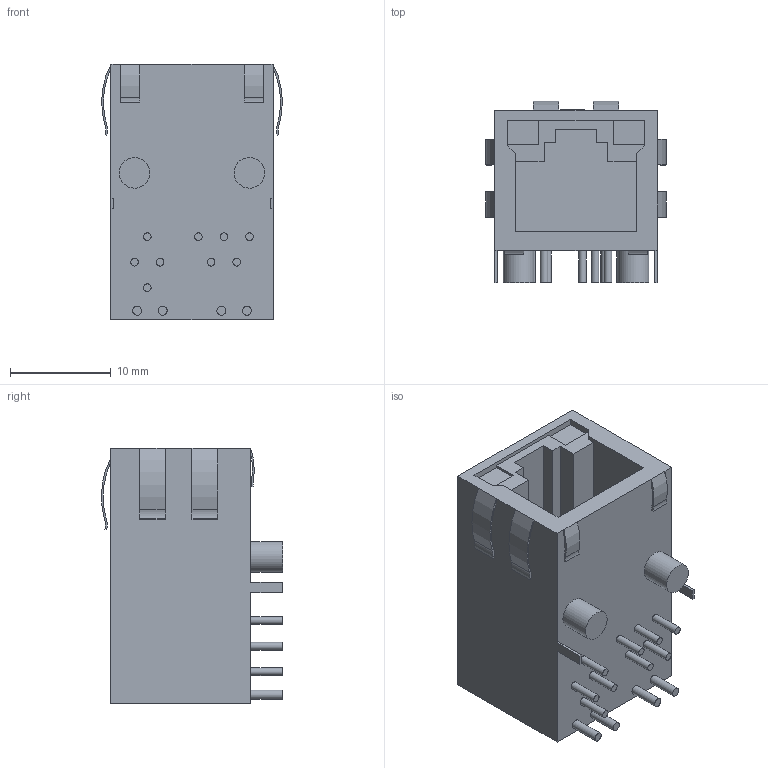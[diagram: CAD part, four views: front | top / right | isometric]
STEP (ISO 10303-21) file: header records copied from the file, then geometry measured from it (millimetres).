
FILE_DESCRIPTION(/* description */ (''),/* implementation_level */ '2;1');
FILE_NAME(/* name */ 'SI-52003-F.step',/* time_stamp */ '2019-06-26T15:56:42-07:00',/* author */ (''),/* organization */ (''),/* preprocessor_version */ 'ST-DEVELOPER v18',/* originating_system */ 'Autodesk Translation Framework v8.2.0.1029',/* authorisation */ '');
FILE_SCHEMA (('AUTOMOTIVE_DESIGN { 1 0 10303 214 3 1 1 }'));
Length unit declared in the file: inch
Products named in the file (1): bsc-45-1ub10p1-s-beat-67
Bounding box: 17.98 x 18.03 x 25.4 mm (x, y, z)
Volume: 4509 mm3; surface area: 2986.9 mm2
Topology: 1 solids, 1 shells, 763 faces, 2120 edges, 1418 vertices
Faces by surface type: bspline 397, plane 319, cylinder 47
Full cylindrical faces by diameter (mm): 0.762 x9, 0.889 x4, 3.048 x2
Entity records: 27133 total; most frequent: CARTESIAN_POINT 8907, ORIENTED_EDGE 4240, DIRECTION 2987, EDGE_CURVE 2120, VERTEX_POINT 1418, LINE 1201, VECTOR 1201, AXIS2_PLACEMENT_3D 893
